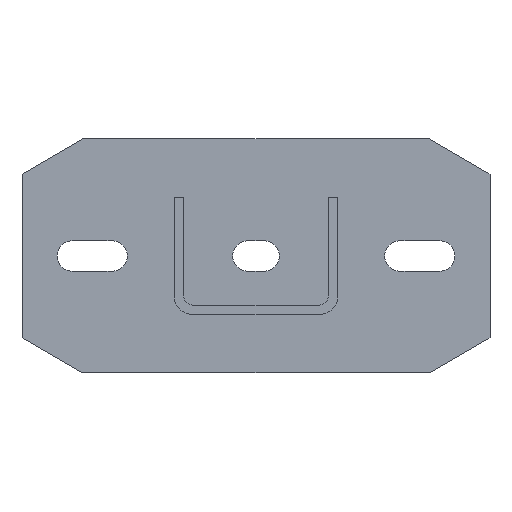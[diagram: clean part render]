
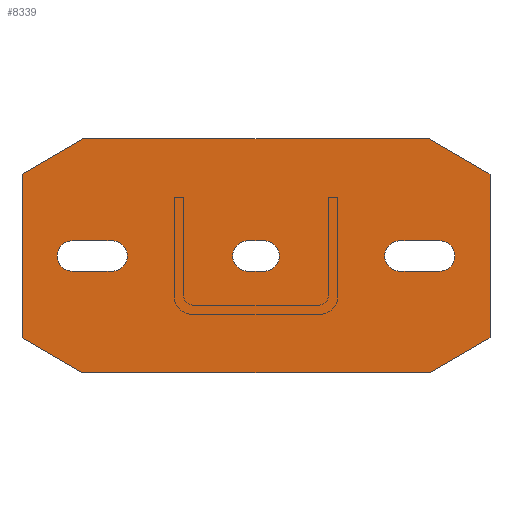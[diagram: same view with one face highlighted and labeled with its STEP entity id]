
A CAD part, front view. The second image highlights one B-rep face of the part: STEP entity #8339.
In plain terms, the highlighted planar face has unit normal (0, -1, 0).
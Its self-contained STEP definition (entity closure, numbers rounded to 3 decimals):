
#2=DIRECTION('',(-0.866,0.,0.5));
#3=VECTOR('',#2,30.);
#4=CARTESIAN_POINT('',(-74.019,0.,-50.));
#5=LINE('',#4,#3);
#6=DIRECTION('',(0.,0.,1.));
#7=VECTOR('',#6,70.);
#8=CARTESIAN_POINT('',(-100.,0.,-35.));
#9=LINE('',#8,#7);
#10=DIRECTION('',(0.866,0.,0.5));
#11=VECTOR('',#10,30.);
#12=CARTESIAN_POINT('',(-100.,0.,35.));
#13=LINE('',#12,#11);
#14=DIRECTION('',(1.,0.,0.));
#15=VECTOR('',#14,148.038);
#16=CARTESIAN_POINT('',(-74.019,0.,50.));
#17=LINE('',#16,#15);
#18=DIRECTION('',(0.866,0.,-0.5));
#19=VECTOR('',#18,30.);
#20=CARTESIAN_POINT('',(74.019,0.,50.));
#21=LINE('',#20,#19);
#22=DIRECTION('',(0.,0.,-1.));
#23=VECTOR('',#22,70.);
#24=CARTESIAN_POINT('',(100.,0.,35.));
#25=LINE('',#24,#23);
#26=DIRECTION('',(-0.866,0.,-0.5));
#27=VECTOR('',#26,30.);
#28=CARTESIAN_POINT('',(100.,0.,-35.));
#29=LINE('',#28,#27);
#30=DIRECTION('',(-1.,0.,0.));
#31=VECTOR('',#30,148.038);
#32=CARTESIAN_POINT('',(74.019,0.,-50.));
#33=LINE('',#32,#31);
#34=CARTESIAN_POINT('',(-78.5,0.,0.));
#35=DIRECTION('',(0.,1.,0.));
#36=DIRECTION('',(0.,0.,-1.));
#37=AXIS2_PLACEMENT_3D('',#34,#35,#36);
#39=DIRECTION('',(-1.,0.,0.));
#40=VECTOR('',#39,17.);
#41=CARTESIAN_POINT('',(-61.5,0.,-6.5));
#42=LINE('',#41,#40);
#43=CARTESIAN_POINT('',(-61.5,0.,0.));
#44=DIRECTION('',(0.,1.,0.));
#45=DIRECTION('',(0.,0.,1.));
#46=AXIS2_PLACEMENT_3D('',#43,#44,#45);
#48=DIRECTION('',(1.,0.,0.));
#49=VECTOR('',#48,17.);
#50=CARTESIAN_POINT('',(-78.5,0.,6.5));
#51=LINE('',#50,#49);
#52=CARTESIAN_POINT('',(78.5,0.,0.));
#53=DIRECTION('',(0.,-1.,0.));
#54=DIRECTION('',(0.,0.,-1.));
#55=AXIS2_PLACEMENT_3D('',#52,#53,#54);
#57=DIRECTION('',(-1.,0.,0.));
#58=VECTOR('',#57,17.);
#59=CARTESIAN_POINT('',(78.5,0.,6.5));
#60=LINE('',#59,#58);
#61=CARTESIAN_POINT('',(61.5,0.,0.));
#62=DIRECTION('',(0.,-1.,0.));
#63=DIRECTION('',(0.,0.,1.));
#64=AXIS2_PLACEMENT_3D('',#61,#62,#63);
#66=DIRECTION('',(1.,0.,0.));
#67=VECTOR('',#66,17.);
#68=CARTESIAN_POINT('',(61.5,0.,-6.5));
#69=LINE('',#68,#67);
#70=CARTESIAN_POINT('',(-3.5,0.,0.));
#71=DIRECTION('',(0.,1.,0.));
#72=DIRECTION('',(0.,0.,-1.));
#73=AXIS2_PLACEMENT_3D('',#70,#71,#72);
#75=DIRECTION('',(-1.,0.,0.));
#76=VECTOR('',#75,7.);
#77=CARTESIAN_POINT('',(3.5,0.,-6.5));
#78=LINE('',#77,#76);
#79=CARTESIAN_POINT('',(3.5,0.,0.));
#80=DIRECTION('',(0.,1.,0.));
#81=DIRECTION('',(0.,0.,1.));
#82=AXIS2_PLACEMENT_3D('',#79,#80,#81);
#84=DIRECTION('',(1.,0.,0.));
#85=VECTOR('',#84,7.);
#86=CARTESIAN_POINT('',(-3.5,0.,6.5));
#87=LINE('',#86,#85);
#6334=CARTESIAN_POINT('',(-74.019,0.,-50.));
#6335=CARTESIAN_POINT('',(-100.,0.,-35.));
#6336=VERTEX_POINT('',#6334);
#6337=VERTEX_POINT('',#6335);
#6338=CARTESIAN_POINT('',(-100.,0.,35.));
#6339=VERTEX_POINT('',#6338);
#6340=CARTESIAN_POINT('',(-74.019,0.,50.));
#6341=VERTEX_POINT('',#6340);
#6342=CARTESIAN_POINT('',(74.019,0.,50.));
#6343=VERTEX_POINT('',#6342);
#6344=CARTESIAN_POINT('',(100.,0.,35.));
#6345=VERTEX_POINT('',#6344);
#6346=CARTESIAN_POINT('',(100.,0.,-35.));
#6347=VERTEX_POINT('',#6346);
#6348=CARTESIAN_POINT('',(74.019,0.,-50.));
#6349=VERTEX_POINT('',#6348);
#6366=CARTESIAN_POINT('',(-78.5,0.,-6.5));
#6367=CARTESIAN_POINT('',(-78.5,0.,6.5));
#6368=VERTEX_POINT('',#6366);
#6369=VERTEX_POINT('',#6367);
#6370=CARTESIAN_POINT('',(-61.5,0.,6.5));
#6371=VERTEX_POINT('',#6370);
#6372=CARTESIAN_POINT('',(-61.5,0.,-6.5));
#6373=VERTEX_POINT('',#6372);
#6382=CARTESIAN_POINT('',(78.5,0.,-6.5));
#6383=CARTESIAN_POINT('',(78.5,0.,6.5));
#6384=VERTEX_POINT('',#6382);
#6385=VERTEX_POINT('',#6383);
#6386=CARTESIAN_POINT('',(61.5,0.,6.5));
#6387=VERTEX_POINT('',#6386);
#6388=CARTESIAN_POINT('',(61.5,0.,-6.5));
#6389=VERTEX_POINT('',#6388);
#6398=CARTESIAN_POINT('',(-3.5,0.,-6.5));
#6399=CARTESIAN_POINT('',(-3.5,0.,6.5));
#6400=VERTEX_POINT('',#6398);
#6401=VERTEX_POINT('',#6399);
#6402=CARTESIAN_POINT('',(3.5,0.,6.5));
#6403=VERTEX_POINT('',#6402);
#6404=CARTESIAN_POINT('',(3.5,0.,-6.5));
#6405=VERTEX_POINT('',#6404);
#8286=CARTESIAN_POINT('',(0.,0.,0.));
#8287=DIRECTION('',(0.,1.,0.));
#8288=DIRECTION('',(1.,0.,0.));
#8289=AXIS2_PLACEMENT_3D('',#8286,#8287,#8288);
#8290=PLANE('',#8289);
#8292=ORIENTED_EDGE('',*,*,#8291,.T.);
#8294=ORIENTED_EDGE('',*,*,#8293,.T.);
#8296=ORIENTED_EDGE('',*,*,#8295,.T.);
#8298=ORIENTED_EDGE('',*,*,#8297,.T.);
#8300=ORIENTED_EDGE('',*,*,#8299,.T.);
#8302=ORIENTED_EDGE('',*,*,#8301,.T.);
#8304=ORIENTED_EDGE('',*,*,#8303,.T.);
#8306=ORIENTED_EDGE('',*,*,#8305,.T.);
#8307=EDGE_LOOP('',(#8292,#8294,#8296,#8298,#8300,#8302,#8304,#8306));
#8308=FACE_OUTER_BOUND('',#8307,.F.);
#8310=ORIENTED_EDGE('',*,*,#8309,.F.);
#8312=ORIENTED_EDGE('',*,*,#8311,.F.);
#8314=ORIENTED_EDGE('',*,*,#8313,.F.);
#8316=ORIENTED_EDGE('',*,*,#8315,.F.);
#8317=EDGE_LOOP('',(#8310,#8312,#8314,#8316));
#8318=FACE_BOUND('',#8317,.F.);
#8320=ORIENTED_EDGE('',*,*,#8319,.T.);
#8322=ORIENTED_EDGE('',*,*,#8321,.T.);
#8324=ORIENTED_EDGE('',*,*,#8323,.T.);
#8326=ORIENTED_EDGE('',*,*,#8325,.T.);
#8327=EDGE_LOOP('',(#8320,#8322,#8324,#8326));
#8328=FACE_BOUND('',#8327,.F.);
#8330=ORIENTED_EDGE('',*,*,#8329,.F.);
#8332=ORIENTED_EDGE('',*,*,#8331,.F.);
#8334=ORIENTED_EDGE('',*,*,#8333,.F.);
#8336=ORIENTED_EDGE('',*,*,#8335,.F.);
#8337=EDGE_LOOP('',(#8330,#8332,#8334,#8336));
#8338=FACE_BOUND('',#8337,.F.);
#8339=ADVANCED_FACE('',(#8308,#8318,#8328,#8338),#8290,.F.);
#38=CIRCLE('',#37,6.5);
#47=CIRCLE('',#46,6.5);
#56=CIRCLE('',#55,6.5);
#65=CIRCLE('',#64,6.5);
#74=CIRCLE('',#73,6.5);
#83=CIRCLE('',#82,6.5);
#8291=EDGE_CURVE('',#6336,#6337,#5,.T.);
#8293=EDGE_CURVE('',#6337,#6339,#9,.T.);
#8295=EDGE_CURVE('',#6339,#6341,#13,.T.);
#8297=EDGE_CURVE('',#6341,#6343,#17,.T.);
#8299=EDGE_CURVE('',#6343,#6345,#21,.T.);
#8301=EDGE_CURVE('',#6345,#6347,#25,.T.);
#8303=EDGE_CURVE('',#6347,#6349,#29,.T.);
#8305=EDGE_CURVE('',#6349,#6336,#33,.T.);
#8309=EDGE_CURVE('',#6368,#6369,#38,.T.);
#8311=EDGE_CURVE('',#6373,#6368,#42,.T.);
#8313=EDGE_CURVE('',#6371,#6373,#47,.T.);
#8315=EDGE_CURVE('',#6369,#6371,#51,.T.);
#8319=EDGE_CURVE('',#6384,#6385,#56,.T.);
#8321=EDGE_CURVE('',#6385,#6387,#60,.T.);
#8323=EDGE_CURVE('',#6387,#6389,#65,.T.);
#8325=EDGE_CURVE('',#6389,#6384,#69,.T.);
#8329=EDGE_CURVE('',#6400,#6401,#74,.T.);
#8331=EDGE_CURVE('',#6405,#6400,#78,.T.);
#8333=EDGE_CURVE('',#6403,#6405,#83,.T.);
#8335=EDGE_CURVE('',#6401,#6403,#87,.T.);
